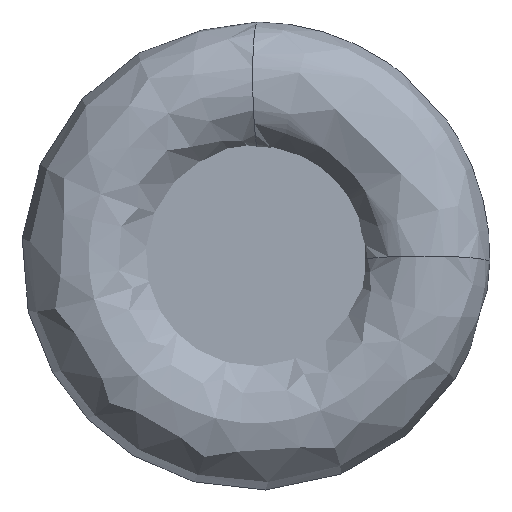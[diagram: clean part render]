
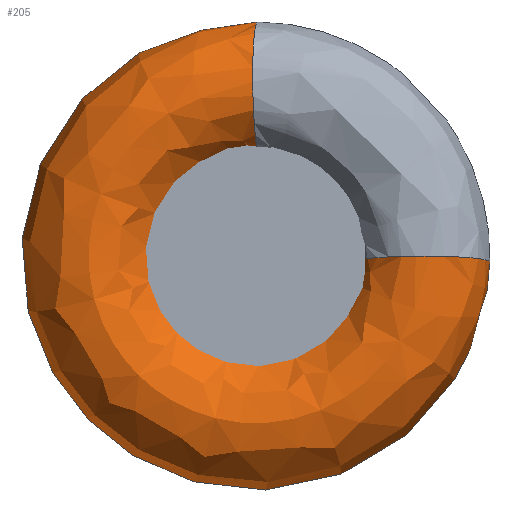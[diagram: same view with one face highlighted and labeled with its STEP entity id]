
A CAD part, left-side view. The second image highlights one B-rep face of the part: STEP entity #205.
In plain terms, the highlighted free-form (B-spline) face has degree [3, 3] with [7, 7] control points.
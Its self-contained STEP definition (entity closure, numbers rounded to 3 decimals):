
#205=ADVANCED_FACE('',(#227,#228),#225,.F.);
#225=(
BOUNDED_SURFACE()
B_SPLINE_SURFACE(3,3,((#509,#510,#511,#512,#513,#514,#515),(#516,#517,#518,
#519,#520,#521,#522),(#523,#524,#525,#526,#527,#528,#529),(#530,#531,#532,
#533,#534,#535,#536),(#537,#538,#539,#540,#541,#542,#543),(#544,#545,#546,
#547,#548,#549,#550),(#551,#552,#553,#554,#555,#556,#557)),
 .UNSPECIFIED.,.T.,.F.,.F.)
B_SPLINE_SURFACE_WITH_KNOTS((1,3,3,3,1),(4,3,4),(-0.5,0.,0.5,1.,1.5),(0.,
0.5,1.),.UNSPECIFIED.)
GEOMETRIC_REPRESENTATION_ITEM()
RATIONAL_B_SPLINE_SURFACE(((1.,0.591,0.591,1.,0.591,
0.591,1.),(0.333,0.197,0.197,
0.333,0.197,0.197,0.333),
(0.333,0.197,0.197,0.333,
0.197,0.197,0.333),(1.,0.591,
0.591,1.,0.591,0.591,1.),(0.333,
0.197,0.197,0.333,0.197,
0.197,0.333),(0.333,0.197,
0.197,0.333,0.197,0.197,
0.333),(1.,0.591,0.591,1.,0.591,
0.591,1.)))
REPRESENTATION_ITEM('')
SURFACE()
);
#227=FACE_BOUND('',#263,.T.);
#228=FACE_BOUND('',#264,.T.);
#263=EDGE_LOOP('',(#301));
#264=EDGE_LOOP('',(#302));
#301=ORIENTED_EDGE('',*,*,#358,.T.);
#302=ORIENTED_EDGE('',*,*,#359,.F.);
#339=VERTEX_POINT('',#506);
#340=VERTEX_POINT('',#508);
#358=EDGE_CURVE('',#339,#339,#377,.T.);
#359=EDGE_CURVE('',#340,#340,#378,.T.);
#377=CIRCLE('',#397,6.);
#378=CIRCLE('',#398,6.);
#397=AXIS2_PLACEMENT_3D('',#505,#433,#434);
#398=AXIS2_PLACEMENT_3D('',#507,#435,#436);
#433=DIRECTION('',(0.087,0.996,-0.018));
#434=DIRECTION('',(0.996,-0.087,0.002));
#435=DIRECTION('',(0.087,0.,0.996));
#436=DIRECTION('',(0.996,0.,-0.087));
#505=CARTESIAN_POINT('',(5.977,-0.259,15.));
#506=CARTESIAN_POINT('',(11.954,-0.782,15.01));
#507=CARTESIAN_POINT('',(5.977,-14.993,-0.523));
#508=CARTESIAN_POINT('',(11.954,-14.993,-1.046));
#509=CARTESIAN_POINT('',(11.954,-14.993,-1.046));
#510=CARTESIAN_POINT('',(11.954,-13.906,-16.639));
#511=CARTESIAN_POINT('',(11.954,0.894,-21.666));
#512=CARTESIAN_POINT('',(11.954,11.254,-9.962));
#513=CARTESIAN_POINT('',(11.954,21.614,1.742));
#514=CARTESIAN_POINT('',(11.954,14.828,15.823));
#515=CARTESIAN_POINT('',(11.954,-0.782,15.01));
#516=CARTESIAN_POINT('',(11.954,-2.993,-1.046));
#517=CARTESIAN_POINT('',(11.954,-1.906,-4.159));
#518=CARTESIAN_POINT('',(11.954,1.386,-4.36));
#519=CARTESIAN_POINT('',(11.954,2.844,-1.402));
#520=CARTESIAN_POINT('',(11.954,4.302,1.555));
#521=CARTESIAN_POINT('',(11.954,2.139,4.044));
#522=CARTESIAN_POINT('',(11.954,-0.993,3.011));
#523=CARTESIAN_POINT('',(0.,-2.993,0.));
#524=CARTESIAN_POINT('',(0.,-2.993,-3.113));
#525=CARTESIAN_POINT('',(0.,-0.123,-4.317));
#526=CARTESIAN_POINT('',(0.,2.098,-2.135));
#527=CARTESIAN_POINT('',(0.,4.319,0.047));
#528=CARTESIAN_POINT('',(0.,3.165,2.938));
#529=CARTESIAN_POINT('',(0.,0.053,2.993));
#530=CARTESIAN_POINT('',(0.,-14.993,0.));
#531=CARTESIAN_POINT('',(0.,-14.993,-15.593));
#532=CARTESIAN_POINT('',(0.,-0.614,-21.623));
#533=CARTESIAN_POINT('',(0.,10.508,-10.695));
#534=CARTESIAN_POINT('',(0.,21.631,0.233));
#535=CARTESIAN_POINT('',(0.,15.854,14.717));
#536=CARTESIAN_POINT('',(0.,0.264,14.991));
#537=CARTESIAN_POINT('',(0.,-26.993,0.));
#538=CARTESIAN_POINT('',(0.,-26.993,-28.072));
#539=CARTESIAN_POINT('',(0.,-1.106,-38.929));
#540=CARTESIAN_POINT('',(0.,18.919,-19.255));
#541=CARTESIAN_POINT('',(0.,38.943,0.42));
#542=CARTESIAN_POINT('',(0.,28.543,26.495));
#543=CARTESIAN_POINT('',(0.,0.475,26.989));
#544=CARTESIAN_POINT('',(11.954,-26.993,-1.046));
#545=CARTESIAN_POINT('',(11.954,-25.906,-29.118));
#546=CARTESIAN_POINT('',(11.954,0.403,-38.972));
#547=CARTESIAN_POINT('',(11.954,19.665,-18.521));
#548=CARTESIAN_POINT('',(11.954,38.926,1.929));
#549=CARTESIAN_POINT('',(11.954,27.517,27.601));
#550=CARTESIAN_POINT('',(11.954,-0.571,27.008));
#551=CARTESIAN_POINT('',(11.954,-14.993,-1.046));
#552=CARTESIAN_POINT('',(11.954,-13.906,-16.639));
#553=CARTESIAN_POINT('',(11.954,0.894,-21.666));
#554=CARTESIAN_POINT('',(11.954,11.254,-9.962));
#555=CARTESIAN_POINT('',(11.954,21.614,1.742));
#556=CARTESIAN_POINT('',(11.954,14.828,15.823));
#557=CARTESIAN_POINT('',(11.954,-0.782,15.01));
